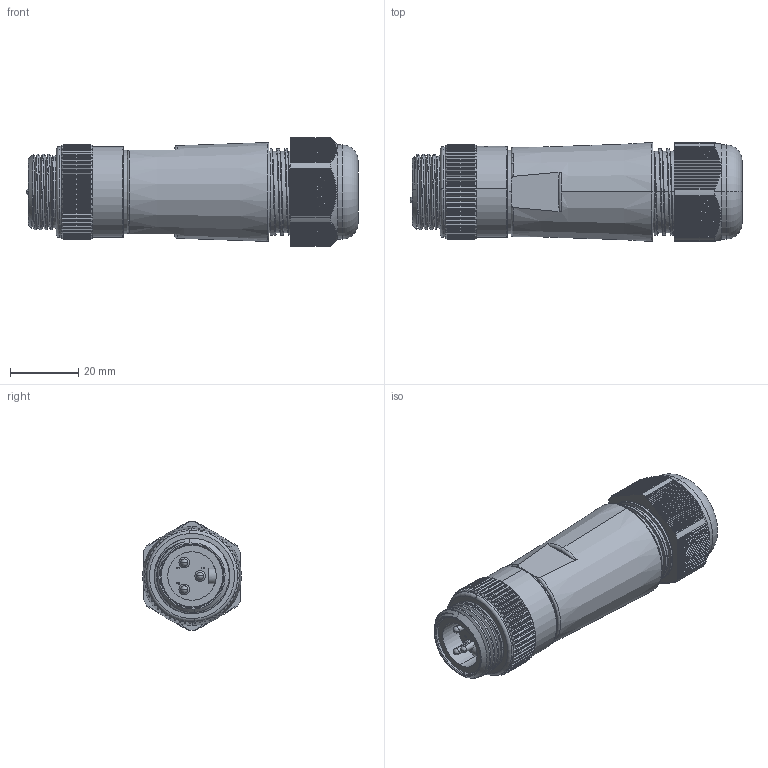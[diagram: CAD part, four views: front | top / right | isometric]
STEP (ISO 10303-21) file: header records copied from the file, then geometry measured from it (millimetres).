
FILE_DESCRIPTION (( 'STEP AP214' ), '1' );
FILE_NAME ('MIN-3MPM-FWX.STEP', '2015-08-11T17:31:30', ( 'IT' ), ( '' ), 'SwSTEP 2.0', 'SolidWorks 2015', '' );
FILE_SCHEMA (( 'AUTOMOTIVE_DESIGN' ));
Length unit declared in the file: millimetre
Products named in the file (1): MIN-3MPM-FWX
Bounding box: 97.56 x 29.06 x 31.9 mm (x, y, z)
Volume: 53593.4 mm3; surface area: 16107.1 mm2
Topology: 1 solids, 1 shells, 1098 faces, 3200 edges, 2114 vertices
Faces by surface type: plane 673, cylinder 346, torus 28, bspline 27, cone 18, sphere 6
Entity records: 54528 total; most frequent: CARTESIAN_POINT 15827, ORIENTED_EDGE 6388, DIRECTION 4364, EDGE_CURVE 3194, VERTEX_POINT 2114, LINE 1584, VECTOR 1584, AXIS2_PLACEMENT_3D 1390
